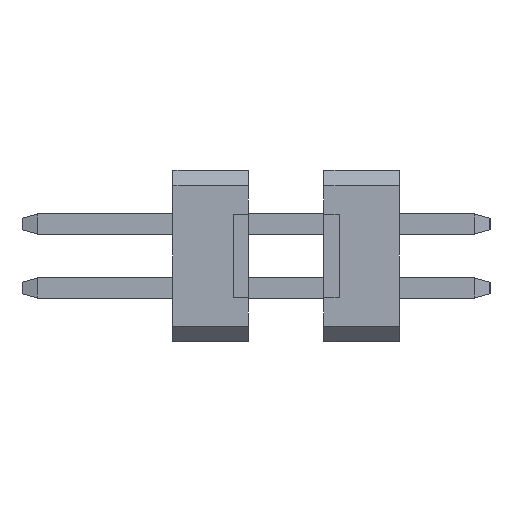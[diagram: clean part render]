
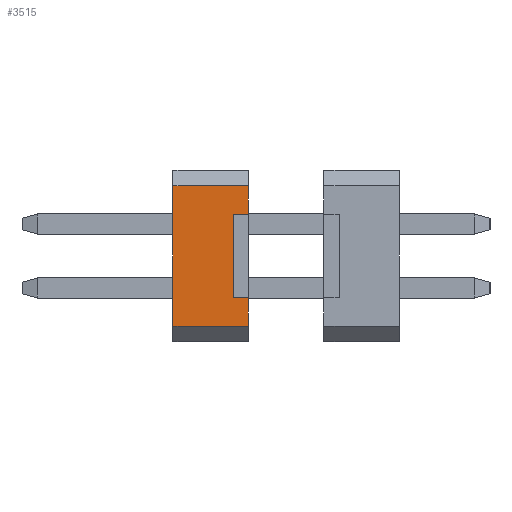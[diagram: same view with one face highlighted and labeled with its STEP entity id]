
A CAD part, left-side view. The second image highlights one B-rep face of the part: STEP entity #3515.
In plain terms, the highlighted planar face has unit normal (-1, 0, 0).
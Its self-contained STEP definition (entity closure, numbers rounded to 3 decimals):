
#549=CARTESIAN_POINT('',(-0.635,4.5,-1.4));
#550=VERTEX_POINT('',#549);
#557=CARTESIAN_POINT('',(-0.635,4.5,1.4));
#558=VERTEX_POINT('',#557);
#559=CARTESIAN_POINT('',(-0.635,4.5,-1.4));
#560=DIRECTION('',(0.,0.,1.));
#561=VECTOR('',#560,2.8);
#562=LINE('',#559,#561);
#563=EDGE_CURVE('',#550,#558,#562,.T.);
#1746=CARTESIAN_POINT('',(-0.635,3.,1.4));
#1747=VERTEX_POINT('',#1746);
#1754=CARTESIAN_POINT('',(-0.635,3.,0.825));
#1755=VERTEX_POINT('',#1754);
#1756=CARTESIAN_POINT('',(-0.635,3.,1.4));
#1757=DIRECTION('',(0.,0.,-1.));
#1758=VECTOR('',#1757,0.575);
#1759=LINE('',#1756,#1758);
#1760=EDGE_CURVE('',#1747,#1755,#1759,.T.);
#1778=CARTESIAN_POINT('',(-0.635,3.,-0.825));
#1779=VERTEX_POINT('',#1778);
#1786=CARTESIAN_POINT('',(-0.635,3.,-1.4));
#1787=VERTEX_POINT('',#1786);
#1788=CARTESIAN_POINT('',(-0.635,3.,-0.825));
#1789=DIRECTION('',(0.,0.,-1.));
#1790=VECTOR('',#1789,0.575);
#1791=LINE('',#1788,#1790);
#1792=EDGE_CURVE('',#1779,#1787,#1791,.T.);
#3464=CARTESIAN_POINT('',(-0.635,3.,-1.4));
#3465=DIRECTION('',(0.,1.,0.));
#3466=VECTOR('',#3465,1.5);
#3467=LINE('',#3464,#3466);
#3468=EDGE_CURVE('',#1787,#550,#3467,.T.);
#3476=CARTESIAN_POINT('',(-0.635,4.5,1.7));
#3477=DIRECTION('',(0.,0.,-1.));
#3478=DIRECTION('',(-1.,-0.,-0.));
#3479=AXIS2_PLACEMENT_3D('',#3476,#3478,#3477);
#3480=PLANE('',#3479);
#3481=ORIENTED_EDGE('',*,*,#1760,.F.);
#3482=CARTESIAN_POINT('',(-0.635,3.,1.4));
#3483=DIRECTION('',(0.,1.,0.));
#3484=VECTOR('',#3483,1.5);
#3485=LINE('',#3482,#3484);
#3486=EDGE_CURVE('',#1747,#558,#3485,.T.);
#3487=ORIENTED_EDGE('',*,*,#3486,.T.);
#3488=ORIENTED_EDGE('',*,*,#563,.F.);
#3489=ORIENTED_EDGE('',*,*,#3468,.F.);
#3490=ORIENTED_EDGE('',*,*,#1792,.F.);
#3491=CARTESIAN_POINT('',(-0.635,3.3,-0.825));
#3492=VERTEX_POINT('',#3491);
#3493=CARTESIAN_POINT('',(-0.635,3.,-0.825));
#3494=DIRECTION('',(0.,1.,0.));
#3495=VECTOR('',#3494,0.3);
#3496=LINE('',#3493,#3495);
#3497=EDGE_CURVE('',#1779,#3492,#3496,.T.);
#3498=ORIENTED_EDGE('',*,*,#3497,.T.);
#3499=CARTESIAN_POINT('',(-0.635,3.3,0.825));
#3500=VERTEX_POINT('',#3499);
#3501=CARTESIAN_POINT('',(-0.635,3.3,-0.825));
#3502=DIRECTION('',(0.,0.,1.));
#3503=VECTOR('',#3502,1.65);
#3504=LINE('',#3501,#3503);
#3505=EDGE_CURVE('',#3492,#3500,#3504,.T.);
#3506=ORIENTED_EDGE('',*,*,#3505,.T.);
#3507=CARTESIAN_POINT('',(-0.635,3.3,0.825));
#3508=DIRECTION('',(0.,-1.,0.));
#3509=VECTOR('',#3508,0.3);
#3510=LINE('',#3507,#3509);
#3511=EDGE_CURVE('',#3500,#1755,#3510,.T.);
#3512=ORIENTED_EDGE('',*,*,#3511,.T.);
#3513=EDGE_LOOP('',(#3481,#3487,#3488,#3489,#3490,#3498,#3506,#3512));
#3514=FACE_OUTER_BOUND('',#3513,.T.);
#3515=ADVANCED_FACE('',(#3514),#3480,.T.);
